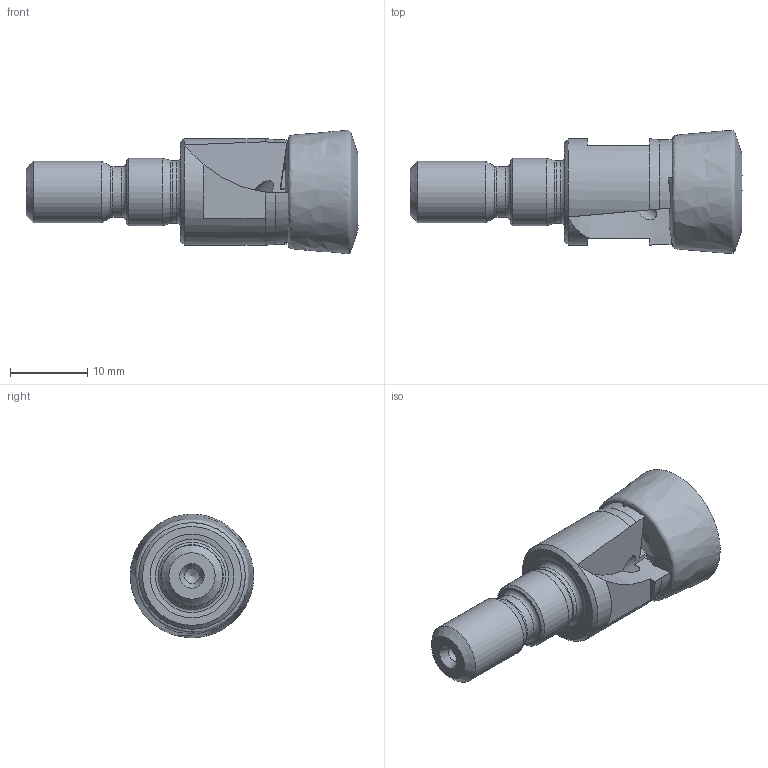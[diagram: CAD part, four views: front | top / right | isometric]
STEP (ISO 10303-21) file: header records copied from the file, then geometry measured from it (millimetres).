
FILE_DESCRIPTION (( 'STEP AP214' ), '1' );
FILE_NAME ('ESF-16-M8-542-2.STEP', '2013-09-17T08:31:47', ( '' ), ( '' ), 'SwSTEP 2.0', 'SolidWorks 2013', '' );
FILE_SCHEMA (( 'AUTOMOTIVE_DESIGN' ));
Length unit declared in the file: millimetre
Products named in the file (1): ESF-16-M8-542-2
Bounding box: 43 x 16 x 15.98 mm (x, y, z)
Volume: 3976.1 mm3; surface area: 2331.5 mm2
Topology: 1 solids, 1 shells, 68 faces, 184 edges, 118 vertices
Faces by surface type: plane 33, cylinder 13, cone 11, bspline 7, torus 4
Full cylindrical faces by diameter (mm): 2 x3, 6.5 x1, 8 x1, 8.1 x1, 8.7 x1
Entity records: 3494 total; most frequent: CARTESIAN_POINT 2012, ORIENTED_EDGE 314, DIRECTION 251, EDGE_CURVE 157, VERTEX_POINT 112, AXIS2_PLACEMENT_3D 102, EDGE_LOOP 91, FACE_OUTER_BOUND 78
